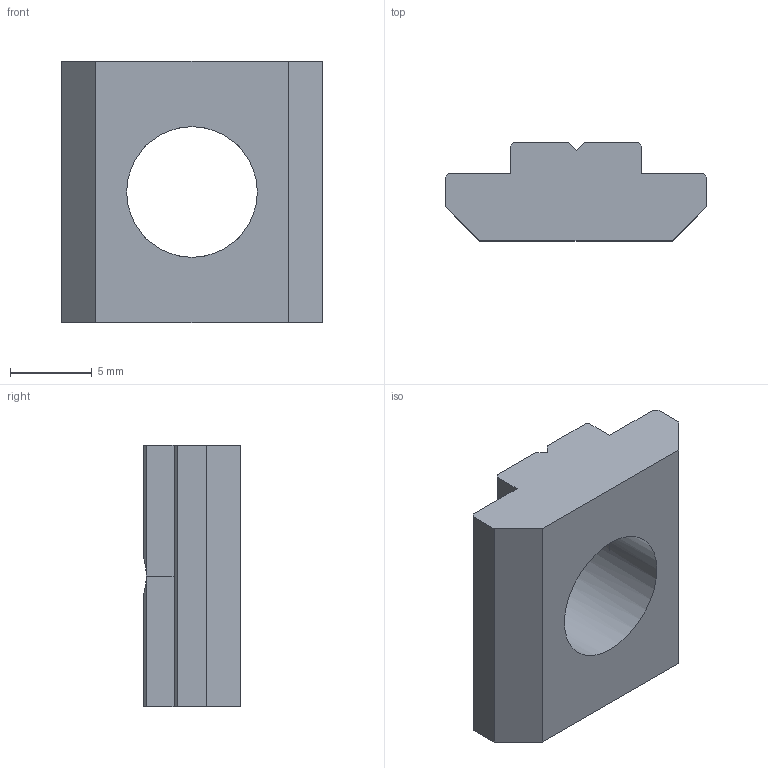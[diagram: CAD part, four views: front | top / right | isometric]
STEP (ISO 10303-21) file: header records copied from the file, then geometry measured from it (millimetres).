
FILE_DESCRIPTION((''),'2;1');
FILE_NAME('AR3526.stp','2016-07-05T15:14:04',('Konstruktor II'),(''),'Autodesk Inventor 2013','Autodesk Inventor 2013','');
FILE_SCHEMA(('AUTOMOTIVE_DESIGN { 1 0 10303 214 1 1 1 1 }'));
Length unit declared in the file: millimetre
Products named in the file (1): AR3526
Bounding box: 16 x 6 x 16 mm (x, y, z)
Volume: 917.4 mm3; surface area: 861.4 mm2
Topology: 1 solids, 1 shells, 28 faces, 76 edges, 49 vertices
Faces by surface type: plane 27, cylinder 1
Full cylindrical faces by diameter (mm): 8 x1
Entity records: 912 total; most frequent: CARTESIAN_POINT 155, ORIENTED_EDGE 154, DIRECTION 148, EDGE_CURVE 77, VECTOR 64, LINE 64, VERTEX_POINT 49, AXIS2_PLACEMENT_3D 42
